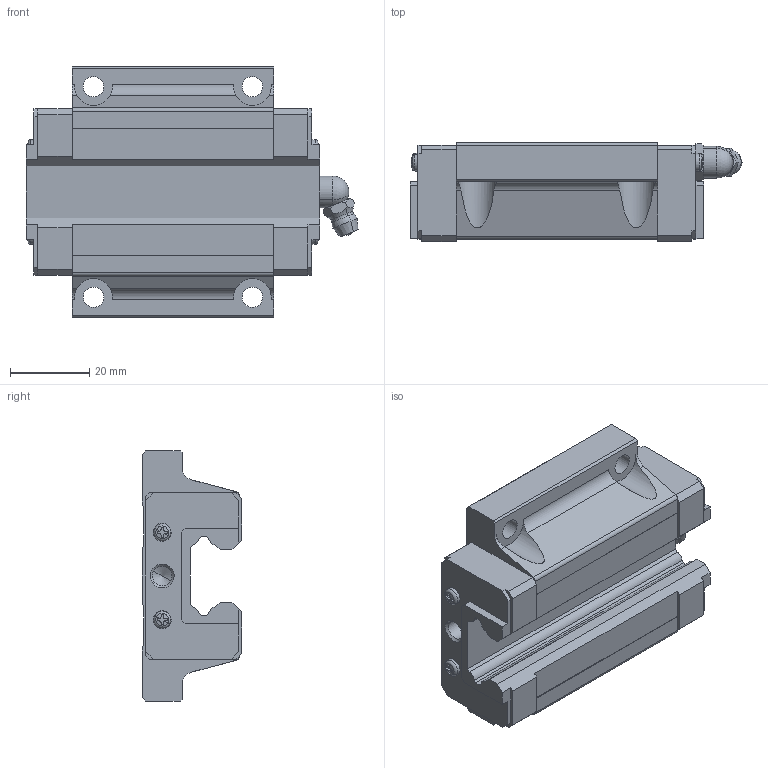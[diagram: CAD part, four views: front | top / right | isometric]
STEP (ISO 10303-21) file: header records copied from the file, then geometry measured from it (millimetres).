
FILE_DESCRIPTION(('CATIA V5 STEP Exchange'),'2;1');
FILE_NAME('HSV20CSS_BLOCK_B-M6F.stp','2015-11-25T01:12:53+00:00',('none'),('none'),'Version 5-6 Release 2012','CATIA V5 STEP AP203','none');
FILE_SCHEMA(('CONFIG_CONTROL_DESIGN'));
Length unit declared in the file: millimetre
Products named in the file (1): HSV20CSS_B-M6F
Assembly tree (6 placements, depth 2):
  HSV20CSS_B-M6F
    #57
    #4715
    #6157  x4
Bounding box: 83.6 x 25 x 63 mm (x, y, z)
Volume: 70509.7 mm3; surface area: 17195.4 mm2
Topology: 6 solids, 6 shells, 294 faces, 791 edges, 569 vertices
Faces by surface type: plane 184, cylinder 48, cone 36, sphere 14, torus 12
Entity records: 6959 total; most frequent: CARTESIAN_POINT 1716, ORIENTED_EDGE 1194, DIRECTION 837, EDGE_CURVE 597, VECTOR 414, LINE 414, VERTEX_POINT 386, AXIS2_PLACEMENT_3D 273
